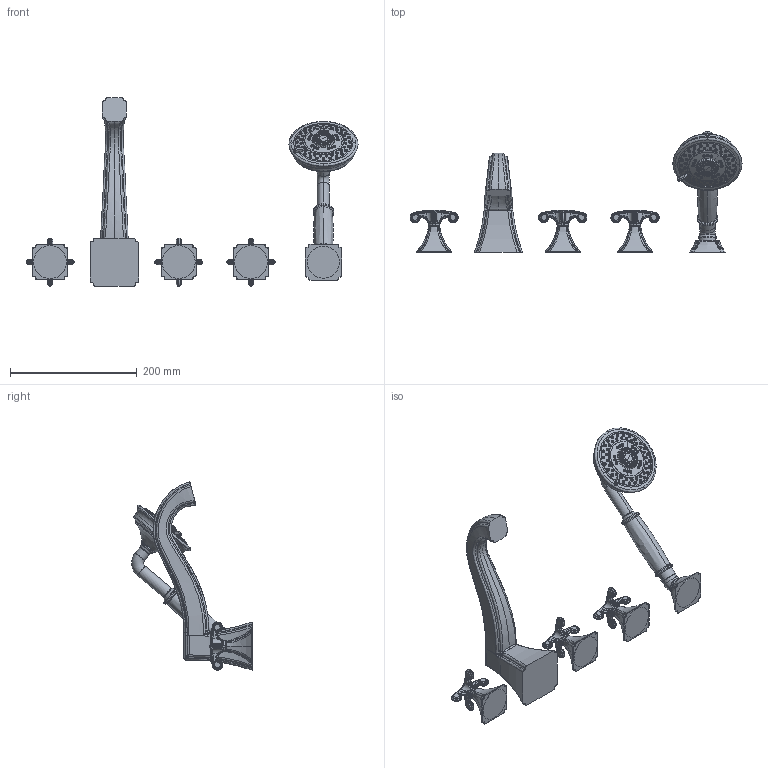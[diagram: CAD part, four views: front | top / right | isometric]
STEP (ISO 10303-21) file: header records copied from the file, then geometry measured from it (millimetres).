
FILE_DESCRIPTION((''),'2;1');
FILE_NAME('3-2527','2021-03-22T11:16:16',('jinson.thomas'),(''),'CREO PARAMETRIC BY PTC INC, 2018400','CREO PARAMETRIC BY PTC INC, 2018400','');
FILE_SCHEMA(('CONFIG_CONTROL_DESIGN'));
Products named in the file (1): 3-2527
Bounding box: 524.5 x 191.07 x 297.81 mm (x, y, z)
Volume: 1162350 mm3; surface area: 161072.5 mm2
Topology: 5 solids, 5 shells, 2396 faces, 5226 edges, 2996 vertices
Faces by surface type: bspline 1039, torus 402, cone 390, cylinder 309, plane 207, sphere 47, revolution 2
Entity records: 154380 total; most frequent: CARTESIAN_POINT 110521, ORIENTED_EDGE 10392, DIRECTION 7025, EDGE_CURVE 5196, AXIS2_PLACEMENT_3D 3132, VERTEX_POINT 2996, B_SPLINE_CURVE_WITH_KNOTS 2662, EDGE_LOOP 2582
